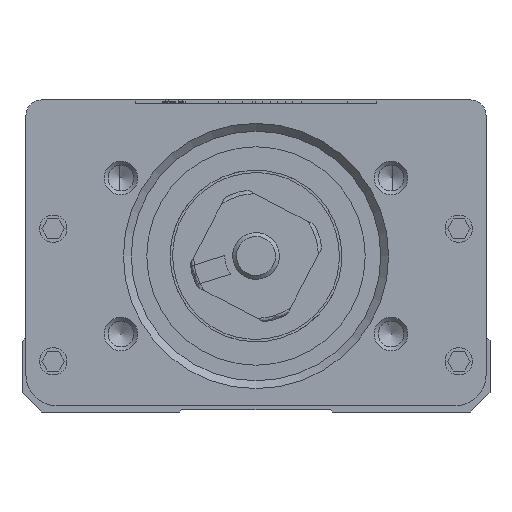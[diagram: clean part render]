
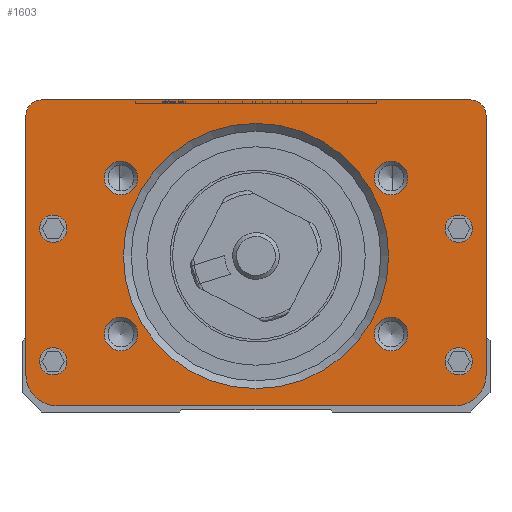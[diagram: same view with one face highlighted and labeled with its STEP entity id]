
A CAD part, front view. The second image highlights one B-rep face of the part: STEP entity #1603.
In plain terms, the highlighted face is planar.
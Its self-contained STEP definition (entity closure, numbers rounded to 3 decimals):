
#966=FACE_BOUND('',#4645,.T.);
#967=FACE_BOUND('',#4646,.T.);
#968=FACE_BOUND('',#4647,.T.);
#969=FACE_BOUND('',#4648,.T.);
#970=FACE_BOUND('',#4649,.T.);
#971=FACE_BOUND('',#4650,.T.);
#972=FACE_BOUND('',#4651,.T.);
#973=FACE_BOUND('',#4652,.T.);
#974=FACE_BOUND('',#4653,.T.);
#975=FACE_BOUND('',#4654,.T.);
#1603=ADVANCED_FACE('',(#966,#967,#968,#969,#970,#971,#972,#973,#974,#975),
#2806,.F.);
#2806=PLANE('',#21967);
#4645=EDGE_LOOP('',(#10575));
#4646=EDGE_LOOP('',(#10576));
#4647=EDGE_LOOP('',(#10577));
#4648=EDGE_LOOP('',(#10578));
#4649=EDGE_LOOP('',(#10579));
#4650=EDGE_LOOP('',(#10580));
#4651=EDGE_LOOP('',(#10581));
#4652=EDGE_LOOP('',(#10582));
#4653=EDGE_LOOP('',(#10583));
#4654=EDGE_LOOP('',(#10584,#10585,#10586,#10587,#10588,#10589,#10590,#10591));
#6259=LINE('',#30919,#8187);
#6305=LINE('',#31047,#8233);
#6307=LINE('',#31051,#8235);
#6327=LINE('',#31101,#8255);
#8187=VECTOR('',#24411,1.);
#8233=VECTOR('',#24505,1.);
#8235=VECTOR('',#24509,1.);
#8255=VECTOR('',#24555,1.);
#10575=ORIENTED_EDGE('',*,*,#18309,.T.);
#10576=ORIENTED_EDGE('',*,*,#18310,.T.);
#10577=ORIENTED_EDGE('',*,*,#18311,.T.);
#10578=ORIENTED_EDGE('',*,*,#18312,.T.);
#10579=ORIENTED_EDGE('',*,*,#18313,.T.);
#10580=ORIENTED_EDGE('',*,*,#18314,.T.);
#10581=ORIENTED_EDGE('',*,*,#18315,.T.);
#10582=ORIENTED_EDGE('',*,*,#18316,.T.);
#10583=ORIENTED_EDGE('',*,*,#18317,.T.);
#10584=ORIENTED_EDGE('',*,*,#18292,.F.);
#10585=ORIENTED_EDGE('',*,*,#18246,.F.);
#10586=ORIENTED_EDGE('',*,*,#18267,.F.);
#10587=ORIENTED_EDGE('',*,*,#18307,.F.);
#10588=ORIENTED_EDGE('',*,*,#18202,.F.);
#10589=ORIENTED_EDGE('',*,*,#18306,.F.);
#10590=ORIENTED_EDGE('',*,*,#18265,.F.);
#10591=ORIENTED_EDGE('',*,*,#18254,.F.);
#16119=VERTEX_POINT('',#30918);
#16120=VERTEX_POINT('',#30920);
#16160=VERTEX_POINT('',#31006);
#16161=VERTEX_POINT('',#31008);
#16168=VERTEX_POINT('',#31024);
#16169=VERTEX_POINT('',#31026);
#16174=VERTEX_POINT('',#31039);
#16178=VERTEX_POINT('',#31050);
#16203=VERTEX_POINT('',#31131);
#16204=VERTEX_POINT('',#31133);
#16205=VERTEX_POINT('',#31135);
#16206=VERTEX_POINT('',#31137);
#16207=VERTEX_POINT('',#31139);
#16208=VERTEX_POINT('',#31141);
#16209=VERTEX_POINT('',#31143);
#16210=VERTEX_POINT('',#31145);
#16211=VERTEX_POINT('',#31147);
#18202=EDGE_CURVE('',#16119,#16120,#6259,.T.);
#18246=EDGE_CURVE('',#16160,#16161,#20935,.T.);
#18254=EDGE_CURVE('',#16168,#16169,#20937,.T.);
#18265=EDGE_CURVE('',#16169,#16174,#6305,.T.);
#18267=EDGE_CURVE('',#16178,#16160,#6307,.T.);
#18292=EDGE_CURVE('',#16161,#16168,#6327,.T.);
#18306=EDGE_CURVE('',#16174,#16119,#20948,.T.);
#18307=EDGE_CURVE('',#16120,#16178,#20949,.T.);
#18309=EDGE_CURVE('',#16203,#16203,#20951,.T.);
#18310=EDGE_CURVE('',#16204,#16204,#20952,.T.);
#18311=EDGE_CURVE('',#16205,#16205,#20953,.T.);
#18312=EDGE_CURVE('',#16206,#16206,#20954,.T.);
#18313=EDGE_CURVE('',#16207,#16207,#20955,.T.);
#18314=EDGE_CURVE('',#16208,#16208,#20956,.T.);
#18315=EDGE_CURVE('',#16209,#16209,#20957,.T.);
#18316=EDGE_CURVE('',#16210,#16210,#20958,.T.);
#18317=EDGE_CURVE('',#16211,#16211,#20959,.T.);
#20935=CIRCLE('',#21924,4.);
#20937=CIRCLE('',#21928,4.);
#20948=CIRCLE('',#21952,2.);
#20949=CIRCLE('',#21954,2.);
#20951=CIRCLE('',#21958,2.15);
#20952=CIRCLE('',#21959,2.15);
#20953=CIRCLE('',#21960,2.15);
#20954=CIRCLE('',#21961,2.15);
#20955=CIRCLE('',#21962,17.);
#20956=CIRCLE('',#21963,1.75);
#20957=CIRCLE('',#21964,1.75);
#20958=CIRCLE('',#21965,1.75);
#20959=CIRCLE('',#21966,1.75);
#21924=AXIS2_PLACEMENT_3D('',#31007,#24475,#24476);
#21928=AXIS2_PLACEMENT_3D('',#31025,#24489,#24490);
#21952=AXIS2_PLACEMENT_3D('',#31124,#24578,#24579);
#21954=AXIS2_PLACEMENT_3D('',#31126,#24582,#24583);
#21958=AXIS2_PLACEMENT_3D('',#31130,#24590,#24591);
#21959=AXIS2_PLACEMENT_3D('',#31132,#24592,#24593);
#21960=AXIS2_PLACEMENT_3D('',#31134,#24594,#24595);
#21961=AXIS2_PLACEMENT_3D('',#31136,#24596,#24597);
#21962=AXIS2_PLACEMENT_3D('',#31138,#24598,#24599);
#21963=AXIS2_PLACEMENT_3D('',#31140,#24600,#24601);
#21964=AXIS2_PLACEMENT_3D('',#31142,#24602,#24603);
#21965=AXIS2_PLACEMENT_3D('',#31144,#24604,#24605);
#21966=AXIS2_PLACEMENT_3D('',#31146,#24606,#24607);
#21967=AXIS2_PLACEMENT_3D('',#31148,#24608,#24609);
#24411=DIRECTION('',(1.,0.,0.));
#24475=DIRECTION('',(0.,1.,0.));
#24476=DIRECTION('',(1.,0.,0.));
#24489=DIRECTION('',(0.,1.,0.));
#24490=DIRECTION('',(1.,0.,0.));
#24505=DIRECTION('',(0.,0.,1.));
#24509=DIRECTION('',(0.,0.,-1.));
#24555=DIRECTION('',(-1.,0.,0.));
#24578=DIRECTION('',(0.,1.,0.));
#24579=DIRECTION('',(0.,0.,1.));
#24582=DIRECTION('',(0.,1.,0.));
#24583=DIRECTION('',(0.,0.,1.));
#24590=DIRECTION('',(0.,1.,0.));
#24591=DIRECTION('',(0.,0.,1.));
#24592=DIRECTION('',(0.,1.,0.));
#24593=DIRECTION('',(0.,0.,1.));
#24594=DIRECTION('',(0.,1.,0.));
#24595=DIRECTION('',(0.,0.,1.));
#24596=DIRECTION('',(0.,1.,0.));
#24597=DIRECTION('',(0.,0.,1.));
#24598=DIRECTION('',(0.,1.,0.));
#24599=DIRECTION('',(0.,0.,1.));
#24600=DIRECTION('',(0.,1.,0.));
#24601=DIRECTION('',(0.,0.,1.));
#24602=DIRECTION('',(0.,1.,0.));
#24603=DIRECTION('',(0.,0.,1.));
#24604=DIRECTION('',(0.,1.,0.));
#24605=DIRECTION('',(0.,0.,1.));
#24606=DIRECTION('',(0.,1.,0.));
#24607=DIRECTION('',(0.,0.,1.));
#24608=DIRECTION('',(0.,1.,0.));
#24609=DIRECTION('',(0.,0.,-1.));
#30918=CARTESIAN_POINT('',(-27.5,-130.762,38.));
#30919=CARTESIAN_POINT('',(-25.5,-130.762,38.));
#30920=CARTESIAN_POINT('',(27.5,-130.762,38.));
#31006=CARTESIAN_POINT('',(29.5,-130.762,2.8));
#31007=CARTESIAN_POINT('',(25.5,-130.762,2.8));
#31008=CARTESIAN_POINT('',(25.5,-130.762,-1.2));
#31024=CARTESIAN_POINT('',(-25.5,-130.762,-1.2));
#31025=CARTESIAN_POINT('',(-25.5,-130.762,2.8));
#31026=CARTESIAN_POINT('',(-29.5,-130.762,2.8));
#31039=CARTESIAN_POINT('',(-29.5,-130.762,36.));
#31047=CARTESIAN_POINT('',(-29.5,-130.762,2.8));
#31050=CARTESIAN_POINT('',(29.5,-130.762,36.));
#31051=CARTESIAN_POINT('',(29.5,-130.762,39.));
#31101=CARTESIAN_POINT('',(25.5,-130.762,-1.2));
#31124=CARTESIAN_POINT('',(-27.5,-130.762,36.));
#31126=CARTESIAN_POINT('',(27.5,-130.762,36.));
#31130=CARTESIAN_POINT('',(-17.321,-130.762,28.));
#31131=CARTESIAN_POINT('',(-17.321,-130.762,30.15));
#31132=CARTESIAN_POINT('',(17.321,-130.762,8.));
#31133=CARTESIAN_POINT('',(17.321,-130.762,10.15));
#31134=CARTESIAN_POINT('',(17.321,-130.762,28.));
#31135=CARTESIAN_POINT('',(17.321,-130.762,30.15));
#31136=CARTESIAN_POINT('',(-17.321,-130.762,8.));
#31137=CARTESIAN_POINT('',(-17.321,-130.762,10.15));
#31138=CARTESIAN_POINT('',(0.,-130.762,18.));
#31139=CARTESIAN_POINT('',(0.,-130.762,35.));
#31140=CARTESIAN_POINT('',(-26.,-130.762,21.5));
#31141=CARTESIAN_POINT('',(-26.,-130.762,23.25));
#31142=CARTESIAN_POINT('',(-26.,-130.762,4.5));
#31143=CARTESIAN_POINT('',(-26.,-130.762,6.25));
#31144=CARTESIAN_POINT('',(26.,-130.762,4.5));
#31145=CARTESIAN_POINT('',(26.,-130.762,6.25));
#31146=CARTESIAN_POINT('',(26.,-130.762,21.5));
#31147=CARTESIAN_POINT('',(26.,-130.762,23.25));
#31148=CARTESIAN_POINT('',(-25.5,-130.762,2.8));
